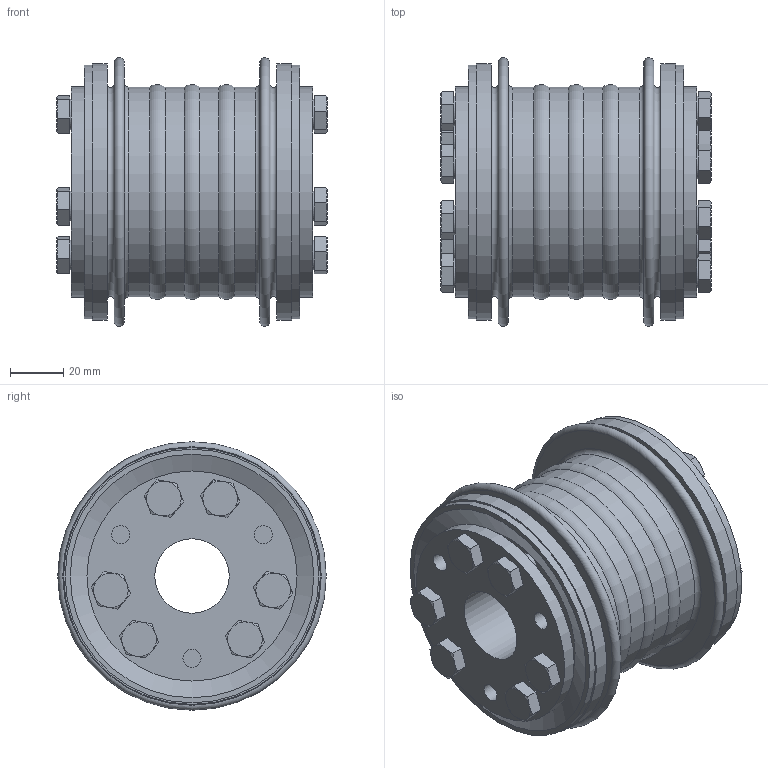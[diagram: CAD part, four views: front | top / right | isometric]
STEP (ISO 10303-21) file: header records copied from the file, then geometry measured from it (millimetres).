
FILE_DESCRIPTION( ( 'Unknown' ), '1' );
FILE_NAME( 'KSS 300.stp', 'Unknown', ( 'Unknown' ), ( 'Unknown' ), 'PSStep 10.1', 'Unknown', ' ' );
FILE_SCHEMA( ( 'AUTOMOTIVE_DESIGN { 1 0 10303 214 1 1 1 1 }' ) );
Length unit declared in the file: millimetre
Products named in the file (1): 20703516
Bounding box: 101.59 x 101 x 101 mm (x, y, z)
Volume: 298632 mm3; surface area: 134286.4 mm2
Topology: 1 solids, 1 shells, 322 faces, 746 edges, 486 vertices
Faces by surface type: plane 146, cone 80, cylinder 74, torus 22
Full cylindrical faces by diameter (mm): 6.8 x18, 8 x12, 8.6 x12, 11.4 x12, 28 x2, 48.1 x2, 74 x2, 77.7 x4, 78.9 x4, 79 x2, 95.4 x2, 96.6 x2
Entity records: 10808 total; most frequent: CARTESIAN_POINT 1791, DIRECTION 1322, ORIENTED_EDGE 1132, AXIS2_PLACEMENT_3D 589, EDGE_CURVE 566, EDGE_LOOP 524, FACE_OUTER_BOUND 418, VERTEX_POINT 410
